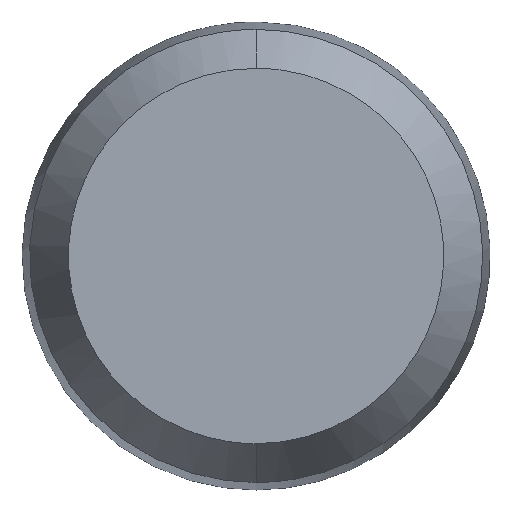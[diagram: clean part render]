
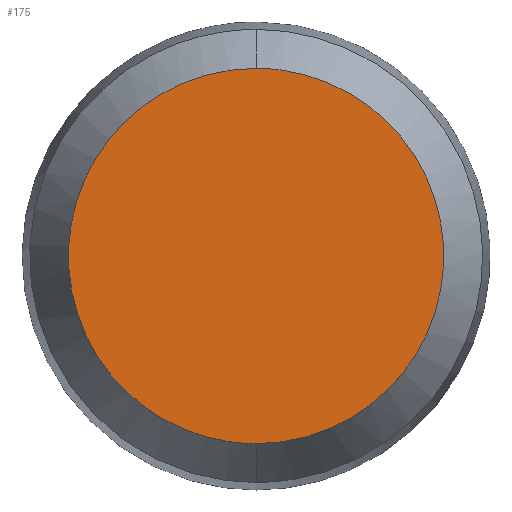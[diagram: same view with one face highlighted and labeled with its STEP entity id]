
A CAD part, front view. The second image highlights one B-rep face of the part: STEP entity #175.
In plain terms, the highlighted free-form (B-spline) face has degree [1, 1] with [2, 2] control points.
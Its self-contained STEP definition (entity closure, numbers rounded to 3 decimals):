
#46 = CARTESIAN_POINT ( 'NONE',  ( 2.722, 0., -4.718 ) ) ;
#85 = CARTESIAN_POINT ( 'NONE',  ( 0., 0., 5.4 ) ) ;
#90 = CARTESIAN_POINT ( 'NONE',  ( -3.317, 0., 4.32 ) ) ;
#175 = ADVANCED_FACE ( 'NONE', ( #602 ), #218, .T. ) ;
#194 = CARTESIAN_POINT ( 'NONE',  ( -5.26, 0., 1.411 ) ) ;
#218 = B_SPLINE_SURFACE_WITH_KNOTS ( 'NONE', 1, 1, ( 
 ( #567, #1138 ),
 ( #465, #1061 ) ),
 .UNSPECIFIED., .F., .F., .F.,
 ( 2, 2 ),
 ( 2, 2 ),
 ( 0., 1. ),
 ( 0., 1. ),
 .UNSPECIFIED. ) ;
#232 = CARTESIAN_POINT ( 'NONE',  ( 0., 0., -5.4 ) ) ;
#238 = CARTESIAN_POINT ( 'NONE',  ( 3.317, 0., 4.32 ) ) ;
#256 = CARTESIAN_POINT ( 'NONE',  ( 0., 0., -5.4 ) ) ;
#276 = CARTESIAN_POINT ( 'NONE',  ( -4.718, 0., 2.722 ) ) ;
#286 = CARTESIAN_POINT ( 'NONE',  ( -4.32, 0., -3.317 ) ) ;
#298 = CARTESIAN_POINT ( 'NONE',  ( 0., 0., -5.4 ) ) ;
#322 = VERTEX_POINT ( 'NONE', #232 ) ;
#345 = CARTESIAN_POINT ( 'NONE',  ( 0., 0., 5.4 ) ) ;
#356 = B_SPLINE_CURVE_WITH_KNOTS ( 'NONE', 3,
 ( #256, #1110, #1018, #46, #937, #1008, #1096, #521, #1191, #525, #622, #727, #825, #238, #921, #1026, #956, #1213 ),
 .UNSPECIFIED., .F., .F.,
 ( 4, 2, 2, 2, 2, 2, 2, 2, 4 ),
 ( 0., 0.393, 0.785, 1.178, 1.571, 1.963, 2.356, 2.749, 3.142 ),
 .UNSPECIFIED. ) ;
#381 = CARTESIAN_POINT ( 'NONE',  ( -0.709, 0., -5.4 ) ) ;
#389 = CARTESIAN_POINT ( 'NONE',  ( -4.718, 0., -2.722 ) ) ;
#465 = CARTESIAN_POINT ( 'NONE',  ( -5.465, 0., -5.465 ) ) ;
#487 = CARTESIAN_POINT ( 'NONE',  ( -1.411, 0., -5.26 ) ) ;
#488 = EDGE_LOOP ( 'NONE', ( #1244, #766 ) ) ;
#521 = CARTESIAN_POINT ( 'NONE',  ( 5.26, 0., -1.411 ) ) ;
#525 = CARTESIAN_POINT ( 'NONE',  ( 5.4, 0., 0.709 ) ) ;
#567 = CARTESIAN_POINT ( 'NONE',  ( -5.465, 0., 5.465 ) ) ;
#568 = CARTESIAN_POINT ( 'NONE',  ( -1.411, 0., 5.26 ) ) ;
#602 = FACE_OUTER_BOUND ( 'NONE', #488, .T. ) ;
#622 = CARTESIAN_POINT ( 'NONE',  ( 5.26, 0., 1.411 ) ) ;
#675 = CARTESIAN_POINT ( 'NONE',  ( -5.4, 0., 0.709 ) ) ;
#680 = CARTESIAN_POINT ( 'NONE',  ( -5.26, 0., -1.411 ) ) ;
#696 = CARTESIAN_POINT ( 'NONE',  ( -2.722, 0., 4.718 ) ) ;
#727 = CARTESIAN_POINT ( 'NONE',  ( 4.718, 0., 2.722 ) ) ;
#732 = B_SPLINE_CURVE_WITH_KNOTS ( 'NONE', 3,
 ( #85, #964, #568, #696, #90, #874, #276, #194, #675, #885, #680, #389, #286, #973, #978, #487, #381, #298 ),
 .UNSPECIFIED., .F., .F.,
 ( 4, 2, 2, 2, 2, 2, 2, 2, 4 ),
 ( 0., 0.393, 0.785, 1.178, 1.571, 1.963, 2.356, 2.749, 3.142 ),
 .UNSPECIFIED. ) ;
#766 = ORIENTED_EDGE ( 'NONE', *, *, #817, .T. ) ;
#817 = EDGE_CURVE ( 'NONE', #322, #894, #356, .T. ) ;
#825 = CARTESIAN_POINT ( 'NONE',  ( 4.32, 0., 3.317 ) ) ;
#874 = CARTESIAN_POINT ( 'NONE',  ( -4.32, 0., 3.317 ) ) ;
#885 = CARTESIAN_POINT ( 'NONE',  ( -5.4, 0., -0.709 ) ) ;
#894 = VERTEX_POINT ( 'NONE', #345 ) ;
#921 = CARTESIAN_POINT ( 'NONE',  ( 2.722, 0., 4.718 ) ) ;
#937 = CARTESIAN_POINT ( 'NONE',  ( 3.317, 0., -4.32 ) ) ;
#956 = CARTESIAN_POINT ( 'NONE',  ( 0.709, 0., 5.4 ) ) ;
#964 = CARTESIAN_POINT ( 'NONE',  ( -0.709, 0., 5.4 ) ) ;
#973 = CARTESIAN_POINT ( 'NONE',  ( -3.317, 0., -4.32 ) ) ;
#978 = CARTESIAN_POINT ( 'NONE',  ( -2.722, 0., -4.718 ) ) ;
#1008 = CARTESIAN_POINT ( 'NONE',  ( 4.32, 0., -3.317 ) ) ;
#1018 = CARTESIAN_POINT ( 'NONE',  ( 1.411, 0., -5.26 ) ) ;
#1026 = CARTESIAN_POINT ( 'NONE',  ( 1.411, 0., 5.26 ) ) ;
#1061 = CARTESIAN_POINT ( 'NONE',  ( 5.465, 0., -5.465 ) ) ;
#1096 = CARTESIAN_POINT ( 'NONE',  ( 4.718, 0., -2.722 ) ) ;
#1110 = CARTESIAN_POINT ( 'NONE',  ( 0.709, 0., -5.4 ) ) ;
#1138 = CARTESIAN_POINT ( 'NONE',  ( 5.465, 0., 5.465 ) ) ;
#1168 = EDGE_CURVE ( 'NONE', #894, #322, #732, .T. ) ;
#1191 = CARTESIAN_POINT ( 'NONE',  ( 5.4, 0., -0.709 ) ) ;
#1213 = CARTESIAN_POINT ( 'NONE',  ( 0., 0., 5.4 ) ) ;
#1244 = ORIENTED_EDGE ( 'NONE', *, *, #1168, .T. ) ;
